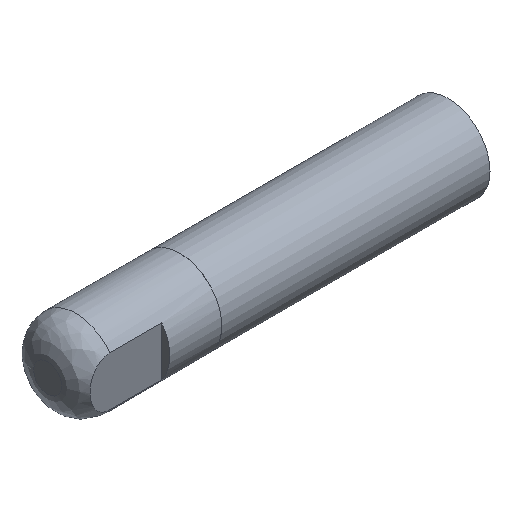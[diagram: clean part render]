
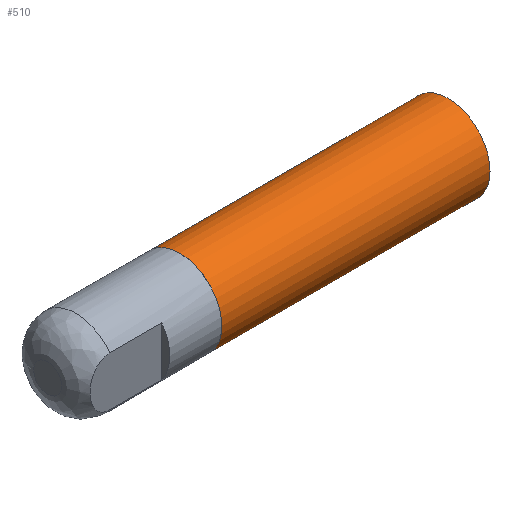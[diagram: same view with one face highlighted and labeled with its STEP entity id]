
A CAD part, isometric view. The second image highlights one B-rep face of the part: STEP entity #510.
In plain terms, the highlighted cylindrical face has radius 10.477 mm (diameter 20.955 mm), a full revolution.
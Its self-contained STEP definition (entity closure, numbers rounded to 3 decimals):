
#479=CARTESIAN_POINT('',(-67.,10.477,0.0));
#480=VERTEX_POINT('',#479);
#481=CARTESIAN_POINT('',(-67.,0.,0.0));
#482=DIRECTION('',(1.0,0.0,0.0));
#483=DIRECTION('',(0.0,1.0,0.0));
#484=AXIS2_PLACEMENT_3D('',#481,#482,#483);
#485=CIRCLE('',#484,10.477);
#486=EDGE_CURVE('',#480,#480,#485,.T.);
#491=CARTESIAN_POINT('',(-33.5,0.,0.0));
#492=DIRECTION('',(1.0,0.,0.0));
#493=DIRECTION('',(0.0,1.0,0.0));
#494=AXIS2_PLACEMENT_3D('',#491,#492,#493);
#495=CYLINDRICAL_SURFACE('',#494,10.477);
#496=CARTESIAN_POINT('',(0.0,10.478,0.0));
#497=VERTEX_POINT('',#496);
#498=CARTESIAN_POINT('',(0.0,0.0,0.0));
#499=DIRECTION('',(1.0,0.0,0.0));
#500=DIRECTION('',(0.0,1.0,0.0));
#501=AXIS2_PLACEMENT_3D('',#498,#499,#500);
#502=CIRCLE('',#501,10.478);
#503=EDGE_CURVE('',#497,#497,#502,.T.);
#504=ORIENTED_EDGE('',*,*,#503,.F.);
#505=EDGE_LOOP('',(#504));
#506=FACE_OUTER_BOUND('',#505,.T.);
#507=ORIENTED_EDGE('',*,*,#486,.T.);
#508=EDGE_LOOP('',(#507));
#509=FACE_BOUND('',#508,.T.);
#510=ADVANCED_FACE('',(#506,#509),#495,.T.);
